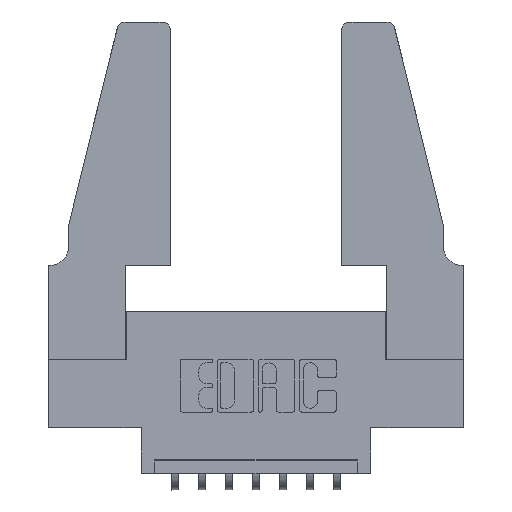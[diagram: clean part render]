
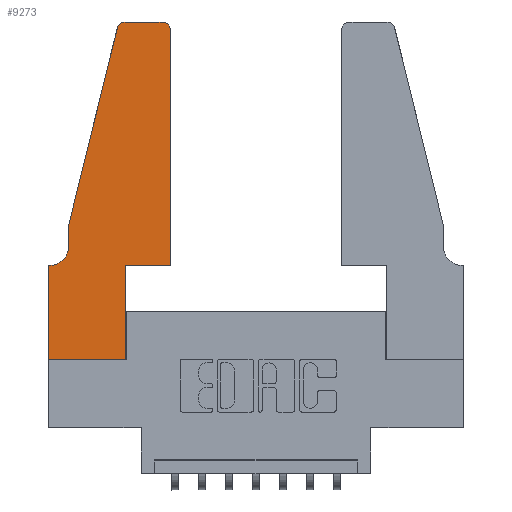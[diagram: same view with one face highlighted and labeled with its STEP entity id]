
A CAD part, top view. The second image highlights one B-rep face of the part: STEP entity #9273.
In plain terms, the highlighted planar face has unit normal (0, 0, 1).
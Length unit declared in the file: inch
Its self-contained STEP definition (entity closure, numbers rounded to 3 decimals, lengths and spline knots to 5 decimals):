
#221 = VERTEX_POINT ( 'NONE', #11316 ) ;
#259 = ORIENTED_EDGE ( 'NONE', *, *, #7892, .T. ) ;
#395 = EDGE_LOOP ( 'NONE', ( #3604, #259, #4151, #1255, #9051, #3506, #10690, #5008, #4269, #8076, #754, #4483 ) ) ;
#732 = LINE ( 'NONE', #7639, #11474 ) ;
#754 = ORIENTED_EDGE ( 'NONE', *, *, #3248, .T. ) ;
#868 = FACE_OUTER_BOUND ( 'NONE', #395, .T. ) ;
#869 = VERTEX_POINT ( 'NONE', #5440 ) ;
#1167 = DIRECTION ( 'NONE',  ( 1., 0., 0. ) ) ;
#1205 = VECTOR ( 'NONE', #5470, 39.37008 ) ;
#1255 = ORIENTED_EDGE ( 'NONE', *, *, #10648, .T. ) ;
#1332 = VERTEX_POINT ( 'NONE', #1403 ) ;
#1337 = CARTESIAN_POINT ( 'NONE',  ( 0.4205, 1.22, 0.37 ) ) ;
#1403 = CARTESIAN_POINT ( 'NONE',  ( 0.2865, 0., 0.37 ) ) ;
#1448 = CARTESIAN_POINT ( 'NONE',  ( 0., 0.35, 0.37 ) ) ;
#1595 = VECTOR ( 'NONE', #5329, 39.37008 ) ;
#1698 = CARTESIAN_POINT ( 'NONE',  ( 0., 0.35, 0.37 ) ) ;
#1848 = AXIS2_PLACEMENT_3D ( 'NONE', #4293, #10914, #9818 ) ;
#1976 = CARTESIAN_POINT ( 'NONE',  ( 0.4205, 1.25, 0.37 ) ) ;
#2351 = EDGE_CURVE ( 'NONE', #221, #4524, #8264, .T. ) ;
#2359 = CARTESIAN_POINT ( 'NONE',  ( 0.2605, 1.25, 0.37 ) ) ;
#2646 = EDGE_CURVE ( 'NONE', #9735, #12245, #9133, .T. ) ;
#2675 = VECTOR ( 'NONE', #8044, 39.37008 ) ;
#2716 = PLANE ( 'NONE',  #7376 ) ;
#2831 = LINE ( 'NONE', #3779, #11927 ) ;
#2832 = CARTESIAN_POINT ( 'NONE',  ( 0.4505, 0.35, 0.37 ) ) ;
#3134 = VECTOR ( 'NONE', #5074, 39.37008 ) ;
#3138 = CARTESIAN_POINT ( 'NONE',  ( 0., 0., 0.37 ) ) ;
#3248 = EDGE_CURVE ( 'NONE', #8399, #6265, #6711, .T. ) ;
#3302 = VECTOR ( 'NONE', #8538, 39.37008 ) ;
#3420 = CARTESIAN_POINT ( 'NONE',  ( 0., 0., 0.37 ) ) ;
#3503 = AXIS2_PLACEMENT_3D ( 'NONE', #9292, #10235, #4498 ) ;
#3506 = ORIENTED_EDGE ( 'NONE', *, *, #2646, .T. ) ;
#3521 = VERTEX_POINT ( 'NONE', #3138 ) ;
#3601 = CARTESIAN_POINT ( 'NONE',  ( 0.4505, 1.22, 0.37 ) ) ;
#3604 = ORIENTED_EDGE ( 'NONE', *, *, #4653, .T. ) ;
#3779 = CARTESIAN_POINT ( 'NONE',  ( 0.4505, 0.35, 0.37 ) ) ;
#4093 = CARTESIAN_POINT ( 'NONE',  ( 0.4505, 0.35, 0.37 ) ) ;
#4151 = ORIENTED_EDGE ( 'NONE', *, *, #2351, .T. ) ;
#4205 = CARTESIAN_POINT ( 'NONE',  ( 0.284, 1.25, 0.37 ) ) ;
#4223 = DIRECTION ( 'NONE',  ( 0., 0., 1. ) ) ;
#4269 = ORIENTED_EDGE ( 'NONE', *, *, #7951, .T. ) ;
#4293 = CARTESIAN_POINT ( 'NONE',  ( 0.0055, 0.42, 0.37 ) ) ;
#4394 = AXIS2_PLACEMENT_3D ( 'NONE', #1337, #4223, #1167 ) ;
#4483 = ORIENTED_EDGE ( 'NONE', *, *, #7585, .T. ) ;
#4498 = DIRECTION ( 'NONE',  ( 1., 0., 0. ) ) ;
#4524 = VERTEX_POINT ( 'NONE', #10773 ) ;
#4629 = DIRECTION ( 'NONE',  ( 1., 0., 0. ) ) ;
#4653 = EDGE_CURVE ( 'NONE', #5964, #9112, #8656, .T. ) ;
#5008 = ORIENTED_EDGE ( 'NONE', *, *, #6164, .T. ) ;
#5074 = DIRECTION ( 'NONE',  ( 0., 1., 0. ) ) ;
#5219 = CIRCLE ( 'NONE', #3503, 0.03 ) ;
#5313 = VECTOR ( 'NONE', #7484, 39.37008 ) ;
#5329 = DIRECTION ( 'NONE',  ( 0., -1., 0. ) ) ;
#5440 = CARTESIAN_POINT ( 'NONE',  ( 0.2865, 0.35, 0.37 ) ) ;
#5470 = DIRECTION ( 'NONE',  ( 1., 0., 0. ) ) ;
#5558 = VECTOR ( 'NONE', #8994, 39.37008 ) ;
#5964 = VERTEX_POINT ( 'NONE', #1976 ) ;
#6164 = EDGE_CURVE ( 'NONE', #3521, #1332, #7809, .T. ) ;
#6265 = VERTEX_POINT ( 'NONE', #3601 ) ;
#6540 = LINE ( 'NONE', #10942, #1595 ) ;
#6711 = LINE ( 'NONE', #4093, #3134 ) ;
#6737 = DIRECTION ( 'NONE',  ( 0., 1., 0. ) ) ;
#7312 = EDGE_CURVE ( 'NONE', #869, #8399, #2831, .T. ) ;
#7376 = AXIS2_PLACEMENT_3D ( 'NONE', #1698, #10325, #4629 ) ;
#7484 = DIRECTION ( 'NONE',  ( 0., -1., 0. ) ) ;
#7585 = EDGE_CURVE ( 'NONE', #6265, #5964, #10724, .T. ) ;
#7639 = CARTESIAN_POINT ( 'NONE',  ( 0.2865, 0.35, 0.37 ) ) ;
#7809 = LINE ( 'NONE', #3420, #1205 ) ;
#7892 = EDGE_CURVE ( 'NONE', #9112, #221, #5219, .T. ) ;
#7951 = EDGE_CURVE ( 'NONE', #1332, #869, #732, .T. ) ;
#8044 = DIRECTION ( 'NONE',  ( -1., 0., 0. ) ) ;
#8076 = ORIENTED_EDGE ( 'NONE', *, *, #7312, .T. ) ;
#8264 = LINE ( 'NONE', #10971, #5558 ) ;
#8399 = VERTEX_POINT ( 'NONE', #2832 ) ;
#8538 = DIRECTION ( 'NONE',  ( -1., 0., 0. ) ) ;
#8563 = EDGE_CURVE ( 'NONE', #12245, #3521, #6540, .T. ) ;
#8656 = LINE ( 'NONE', #2359, #2675 ) ;
#8994 = DIRECTION ( 'NONE',  ( -0.239, -0.971, 0. ) ) ;
#9051 = ORIENTED_EDGE ( 'NONE', *, *, #11557, .T. ) ;
#9112 = VERTEX_POINT ( 'NONE', #4205 ) ;
#9133 = LINE ( 'NONE', #12357, #3302 ) ;
#9273 = ADVANCED_FACE ( 'NONE', ( #868 ), #2716, .T. ) ;
#9292 = CARTESIAN_POINT ( 'NONE',  ( 0.284, 1.22, 0.37 ) ) ;
#9735 = VERTEX_POINT ( 'NONE', #10656 ) ;
#9789 = VERTEX_POINT ( 'NONE', #9938 ) ;
#9818 = DIRECTION ( 'NONE',  ( -1., 0., 0. ) ) ;
#9938 = CARTESIAN_POINT ( 'NONE',  ( 0.0755, 0.42, 0.37 ) ) ;
#10235 = DIRECTION ( 'NONE',  ( 0., 0., 1. ) ) ;
#10325 = DIRECTION ( 'NONE',  ( 0., 0., 1. ) ) ;
#10488 = DIRECTION ( 'NONE',  ( 1., 0., 0. ) ) ;
#10648 = EDGE_CURVE ( 'NONE', #4524, #9789, #10967, .T. ) ;
#10656 = CARTESIAN_POINT ( 'NONE',  ( 0.0055, 0.35, 0.37 ) ) ;
#10690 = ORIENTED_EDGE ( 'NONE', *, *, #8563, .T. ) ;
#10724 = CIRCLE ( 'NONE', #4394, 0.03 ) ;
#10773 = CARTESIAN_POINT ( 'NONE',  ( 0.0755, 0.5, 0.37 ) ) ;
#10914 = DIRECTION ( 'NONE',  ( 0., 0., -1. ) ) ;
#10942 = CARTESIAN_POINT ( 'NONE',  ( 0., 0., 0.37 ) ) ;
#10967 = LINE ( 'NONE', #12190, #5313 ) ;
#10971 = CARTESIAN_POINT ( 'NONE',  ( 0.0755, 0.5, 0.37 ) ) ;
#11316 = CARTESIAN_POINT ( 'NONE',  ( 0.25487, 1.22718, 0.37 ) ) ;
#11474 = VECTOR ( 'NONE', #6737, 39.37008 ) ;
#11557 = EDGE_CURVE ( 'NONE', #9789, #9735, #12137, .T. ) ;
#11927 = VECTOR ( 'NONE', #10488, 39.37008 ) ;
#12137 = CIRCLE ( 'NONE', #1848, 0.07 ) ;
#12190 = CARTESIAN_POINT ( 'NONE',  ( 0.0755, 0.5, 0.37 ) ) ;
#12245 = VERTEX_POINT ( 'NONE', #1448 ) ;
#12357 = CARTESIAN_POINT ( 'NONE',  ( 0.0755, 0.35, 0.37 ) ) ;
